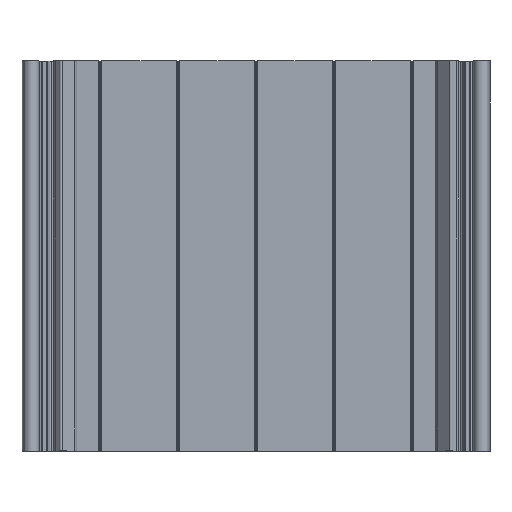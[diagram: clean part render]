
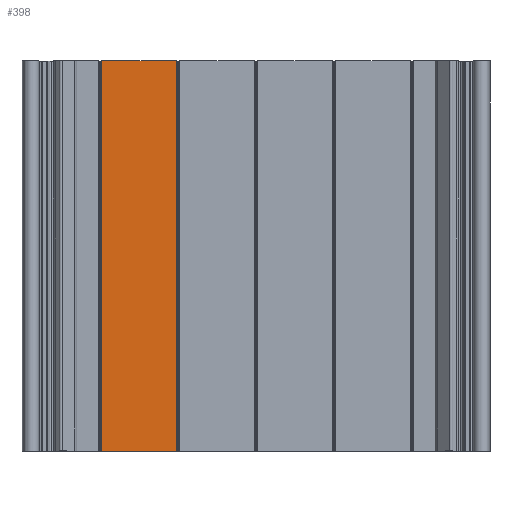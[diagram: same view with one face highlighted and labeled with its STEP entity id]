
A CAD part, top view. The second image highlights one B-rep face of the part: STEP entity #398.
In plain terms, the highlighted planar face has unit normal (0, 0, 1).
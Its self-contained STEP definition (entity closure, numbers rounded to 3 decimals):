
#398 = ADVANCED_FACE( '', ( #893 ), #894, .F. );
#893 = FACE_OUTER_BOUND( '', #1482, .T. );
#894 = PLANE( '', #1483 );
#1482 = EDGE_LOOP( '', ( #2703, #2704, #2705, #2706 ) );
#1483 = AXIS2_PLACEMENT_3D( '', #2707, #2708, #2709 );
#2703 = ORIENTED_EDGE( '', *, *, #4232, .T. );
#2704 = ORIENTED_EDGE( '', *, *, #4078, .F. );
#2705 = ORIENTED_EDGE( '', *, *, #4124, .F. );
#2706 = ORIENTED_EDGE( '', *, *, #3922, .T. );
#2707 = CARTESIAN_POINT( '', ( -39.6, 100., -5.75 ) );
#2708 = DIRECTION( '', ( 0., 0., -1. ) );
#2709 = DIRECTION( '', ( -1., 0., 0. ) );
#3922 = EDGE_CURVE( '', #4844, #4842, #4845, .T. );
#4078 = EDGE_CURVE( '', #5092, #5090, #5094, .T. );
#4124 = EDGE_CURVE( '', #4844, #5092, #5169, .T. );
#4232 = EDGE_CURVE( '', #4842, #5090, #5332, .T. );
#4842 = VERTEX_POINT( '', #6111 );
#4844 = VERTEX_POINT( '', #6113 );
#4845 = LINE( '', #6114, #6115 );
#5090 = VERTEX_POINT( '', #6438 );
#5092 = VERTEX_POINT( '', #6440 );
#5094 = LINE( '', #6442, #6443 );
#5169 = LINE( '', #6540, #6541 );
#5332 = LINE( '', #6749, #6750 );
#6111 = CARTESIAN_POINT( '', ( -39.6, 0., -5.75 ) );
#6113 = CARTESIAN_POINT( '', ( -39.6, 100., -5.75 ) );
#6114 = CARTESIAN_POINT( '', ( -39.6, 100., -5.75 ) );
#6115 = VECTOR( '', #7408, 1000. );
#6438 = CARTESIAN_POINT( '', ( -20.4, 0., -5.75 ) );
#6440 = CARTESIAN_POINT( '', ( -20.4, 100., -5.75 ) );
#6442 = CARTESIAN_POINT( '', ( -20.4, 100., -5.75 ) );
#6443 = VECTOR( '', #7610, 1000. );
#6540 = CARTESIAN_POINT( '', ( -39.6, 100., -5.75 ) );
#6541 = VECTOR( '', #7672, 1000. );
#6749 = CARTESIAN_POINT( '', ( -39.6, 0., -5.75 ) );
#6750 = VECTOR( '', #7895, 1000. );
#7408 = DIRECTION( '', ( 0., -1., 0. ) );
#7610 = DIRECTION( '', ( 0., -1., 0. ) );
#7672 = DIRECTION( '', ( 1., 0., 0. ) );
#7895 = DIRECTION( '', ( 1., 0., 0. ) );
